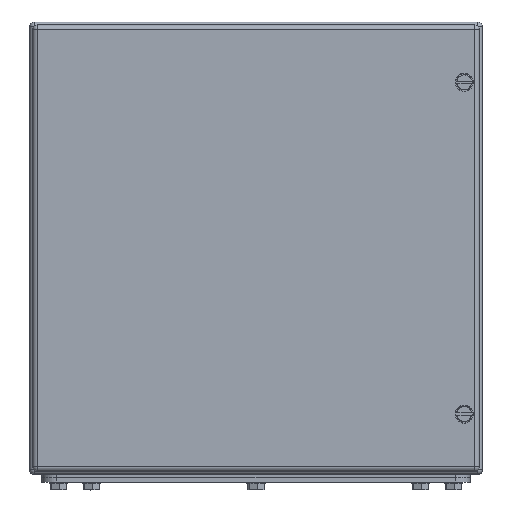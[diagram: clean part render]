
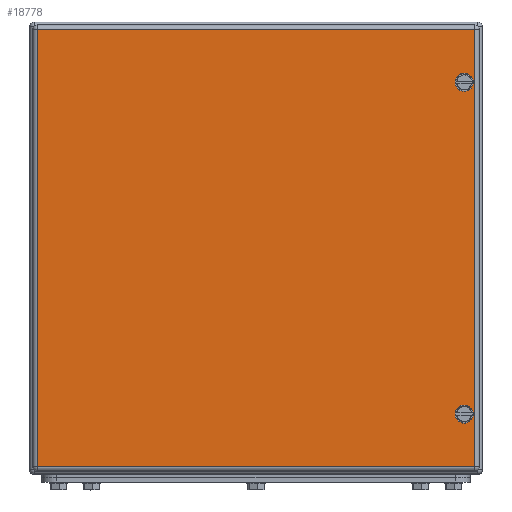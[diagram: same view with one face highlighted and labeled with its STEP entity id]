
A CAD part, top view. The second image highlights one B-rep face of the part: STEP entity #18778.
In plain terms, the highlighted planar face has unit normal (0, 0, 1).
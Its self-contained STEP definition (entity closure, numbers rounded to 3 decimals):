
#18720=AXIS2_PLACEMENT_3D('Plane Axis2P3D',#18717,#18718,#18719) ;
#18762=AXIS2_PLACEMENT_3D('Circle Axis2P3D',#18760,#18761,$) ;
#18771=AXIS2_PLACEMENT_3D('Circle Axis2P3D',#18769,#18770,$) ;
#18533=CARTESIAN_POINT('Vertex',(284.5,50.,200.)) ;
#18537=CARTESIAN_POINT('Control Point',(284.5,50.,200.)) ;
#18538=CARTESIAN_POINT('Control Point',(284.5,49.45,200.)) ;
#18539=CARTESIAN_POINT('Control Point',(284.608,48.9,200.)) ;
#18540=CARTESIAN_POINT('Control Point',(284.824,48.379,200.)) ;
#18541=CARTESIAN_POINT('Control Point',(285.449,47.449,200.)) ;
#18542=CARTESIAN_POINT('Control Point',(286.379,46.824,200.)) ;
#18543=CARTESIAN_POINT('Control Point',(286.9,46.608,200.)) ;
#18544=CARTESIAN_POINT('Control Point',(288.,46.392,200.)) ;
#18545=CARTESIAN_POINT('Control Point',(289.1,46.608,200.)) ;
#18546=CARTESIAN_POINT('Control Point',(289.621,46.824,200.)) ;
#18547=CARTESIAN_POINT('Control Point',(290.551,47.449,200.)) ;
#18548=CARTESIAN_POINT('Control Point',(291.176,48.379,200.)) ;
#18549=CARTESIAN_POINT('Control Point',(291.392,48.9,200.)) ;
#18550=CARTESIAN_POINT('Control Point',(291.5,49.45,200.)) ;
#18551=CARTESIAN_POINT('Control Point',(291.5,50.,200.)) ;
#18552=CARTESIAN_POINT('Vertex',(291.5,50.,200.)) ;
#18694=CARTESIAN_POINT('Control Point',(291.5,50.,200.)) ;
#18695=CARTESIAN_POINT('Control Point',(291.5,50.55,200.)) ;
#18696=CARTESIAN_POINT('Control Point',(291.392,51.1,200.)) ;
#18697=CARTESIAN_POINT('Control Point',(291.176,51.621,200.)) ;
#18698=CARTESIAN_POINT('Control Point',(290.551,52.551,200.)) ;
#18699=CARTESIAN_POINT('Control Point',(289.621,53.176,200.)) ;
#18700=CARTESIAN_POINT('Control Point',(289.1,53.392,200.)) ;
#18701=CARTESIAN_POINT('Control Point',(288.,53.608,200.)) ;
#18702=CARTESIAN_POINT('Control Point',(286.9,53.392,200.)) ;
#18703=CARTESIAN_POINT('Control Point',(286.379,53.176,200.)) ;
#18704=CARTESIAN_POINT('Control Point',(285.449,52.551,200.)) ;
#18705=CARTESIAN_POINT('Control Point',(284.824,51.621,200.)) ;
#18706=CARTESIAN_POINT('Control Point',(284.608,51.1,200.)) ;
#18707=CARTESIAN_POINT('Control Point',(284.5,50.55,200.)) ;
#18708=CARTESIAN_POINT('Control Point',(284.5,50.,200.)) ;
#18717=CARTESIAN_POINT('Axis2P3D Location',(150.,160.,200.)) ;
#18722=CARTESIAN_POINT('Line Origine',(295.,160.,200.)) ;
#18726=CARTESIAN_POINT('Vertex',(295.,15.,200.)) ;
#18728=CARTESIAN_POINT('Vertex',(295.,305.,200.)) ;
#18731=CARTESIAN_POINT('Line Origine',(150.,305.,200.)) ;
#18735=CARTESIAN_POINT('Vertex',(5.,305.,200.)) ;
#18738=CARTESIAN_POINT('Line Origine',(5.,160.,200.)) ;
#18742=CARTESIAN_POINT('Vertex',(5.,15.,200.)) ;
#18745=CARTESIAN_POINT('Line Origine',(150.,15.,200.)) ;
#18760=CARTESIAN_POINT('Axis2P3D Location',(288.,270.,200.)) ;
#18764=CARTESIAN_POINT('Vertex',(291.5,270.,200.)) ;
#18766=CARTESIAN_POINT('Vertex',(284.5,270.,200.)) ;
#18769=CARTESIAN_POINT('Axis2P3D Location',(288.,270.,200.)) ;
#18718=DIRECTION('Axis2P3D Direction',(0.,0.,1.)) ;
#18719=DIRECTION('Axis2P3D XDirection',(1.,0.,0.)) ;
#18723=DIRECTION('Vector Direction',(0.,1.,0.)) ;
#18732=DIRECTION('Vector Direction',(-1.,0.,0.)) ;
#18739=DIRECTION('Vector Direction',(0.,-1.,0.)) ;
#18746=DIRECTION('Vector Direction',(1.,0.,0.)) ;
#18761=DIRECTION('Axis2P3D Direction',(0.,0.,1.)) ;
#18770=DIRECTION('Axis2P3D Direction',(0.,0.,1.)) ;
#18724=VECTOR('Line Direction',#18723,1.) ;
#18733=VECTOR('Line Direction',#18732,1.) ;
#18740=VECTOR('Line Direction',#18739,1.) ;
#18747=VECTOR('Line Direction',#18746,1.) ;
#18751=ORIENTED_EDGE('',*,*,#18730,.T.) ;
#18752=ORIENTED_EDGE('',*,*,#18737,.T.) ;
#18753=ORIENTED_EDGE('',*,*,#18744,.T.) ;
#18754=ORIENTED_EDGE('',*,*,#18749,.T.) ;
#18757=ORIENTED_EDGE('',*,*,#18709,.F.) ;
#18758=ORIENTED_EDGE('',*,*,#18554,.F.) ;
#18775=ORIENTED_EDGE('',*,*,#18768,.F.) ;
#18776=ORIENTED_EDGE('',*,*,#18773,.F.) ;
#18759=FACE_BOUND('',#18756,.T.) ;
#18777=FACE_BOUND('',#18774,.T.) ;
#18778=ADVANCED_FACE('76192_ZUB_DE_HS_KEBI_300x300-1/76192_DE_HS_KEBI_300x300-1-solid1',(#18755,#18759,#18777),#18721,.T.) ;
#18536=B_SPLINE_CURVE_WITH_KNOTS('',5,(#18537,#18538,#18539,#18540,#18541,#18542,#18543,#18544,#18545,#18546,#18547,#18548,#18549,#18550,#18551),.UNSPECIFIED.,.F.,.U.,(6,3,3,3,6),(-5.498,-2.749,0.,2.749,5.498),.UNSPECIFIED.) ;
#18693=B_SPLINE_CURVE_WITH_KNOTS('',5,(#18694,#18695,#18696,#18697,#18698,#18699,#18700,#18701,#18702,#18703,#18704,#18705,#18706,#18707,#18708),.UNSPECIFIED.,.F.,.U.,(6,3,3,3,6),(-5.498,-2.749,0.,2.749,5.498),.UNSPECIFIED.) ;
#18763=CIRCLE('generated circle',#18762,3.5) ;
#18772=CIRCLE('generated circle',#18771,3.5) ;
#18554=EDGE_CURVE('',#18534,#18553,#18536,.T.) ;
#18709=EDGE_CURVE('',#18553,#18534,#18693,.T.) ;
#18730=EDGE_CURVE('',#18727,#18729,#18725,.T.) ;
#18737=EDGE_CURVE('',#18729,#18736,#18734,.T.) ;
#18744=EDGE_CURVE('',#18736,#18743,#18741,.T.) ;
#18749=EDGE_CURVE('',#18743,#18727,#18748,.T.) ;
#18768=EDGE_CURVE('',#18765,#18767,#18763,.T.) ;
#18773=EDGE_CURVE('',#18767,#18765,#18772,.T.) ;
#18750=EDGE_LOOP('',(#18751,#18752,#18753,#18754)) ;
#18756=EDGE_LOOP('',(#18757,#18758)) ;
#18774=EDGE_LOOP('',(#18775,#18776)) ;
#18755=FACE_OUTER_BOUND('',#18750,.T.) ;
#18725=LINE('Line',#18722,#18724) ;
#18734=LINE('Line',#18731,#18733) ;
#18741=LINE('Line',#18738,#18740) ;
#18748=LINE('Line',#18745,#18747) ;
#18721=PLANE('',#18720) ;
#18534=VERTEX_POINT('',#18533) ;
#18553=VERTEX_POINT('',#18552) ;
#18727=VERTEX_POINT('',#18726) ;
#18729=VERTEX_POINT('',#18728) ;
#18736=VERTEX_POINT('',#18735) ;
#18743=VERTEX_POINT('',#18742) ;
#18765=VERTEX_POINT('',#18764) ;
#18767=VERTEX_POINT('',#18766) ;
